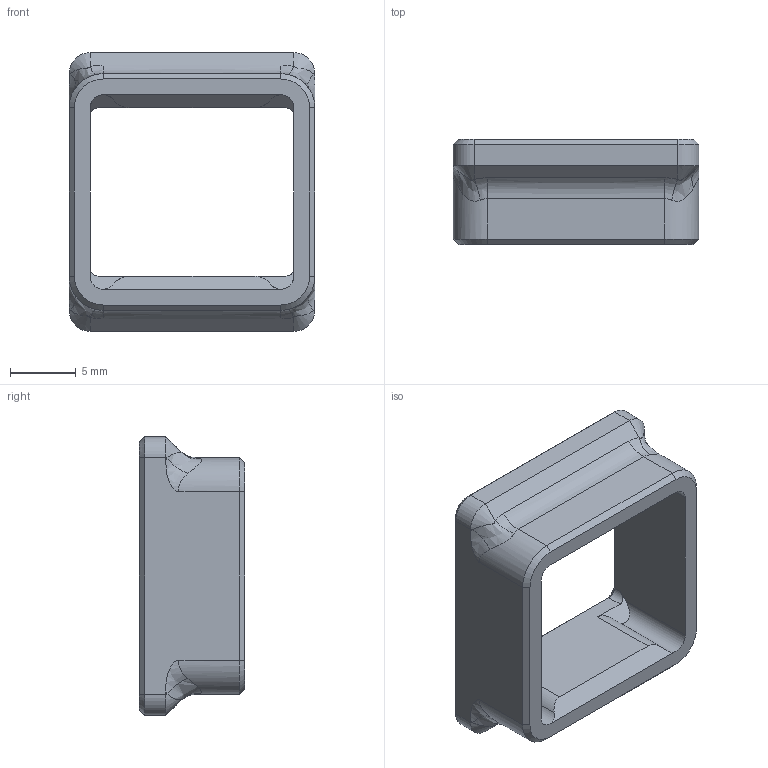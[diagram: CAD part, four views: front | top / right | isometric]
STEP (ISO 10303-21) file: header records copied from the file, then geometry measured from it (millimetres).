
FILE_DESCRIPTION(/* description */ (''),/* implementation_level */ '2;1');
FILE_NAME(/* name */ 'Alps SKCM Pusher Thick.step',/* time_stamp */ '2023-09-29T23:18:46+09:00',/* author */ (''),/* organization */ (''),/* preprocessor_version */ 'ST-DEVELOPER v20',/* originating_system */ 'Autodesk Translation Framework v12.14.0.127',/* authorisation */ '');
FILE_SCHEMA (('AUTOMOTIVE_DESIGN { 1 0 10303 214 3 1 1 }'));
Length unit declared in the file: millimetre
Products named in the file (1): Alps SKCM Pusher Thick
Bounding box: 18.7 x 8 x 21.2 mm (x, y, z)
Volume: 1169.2 mm3; surface area: 1332.5 mm2
Topology: 1 solids, 1 shells, 86 faces, 208 edges, 124 vertices
Faces by surface type: plane 36, cylinder 20, cone 16, bspline 14
Entity records: 3545 total; most frequent: CARTESIAN_POINT 1549, ORIENTED_EDGE 416, DIRECTION 398, EDGE_CURVE 208, AXIS2_PLACEMENT_3D 141, VERTEX_POINT 124, LINE 116, VECTOR 116
